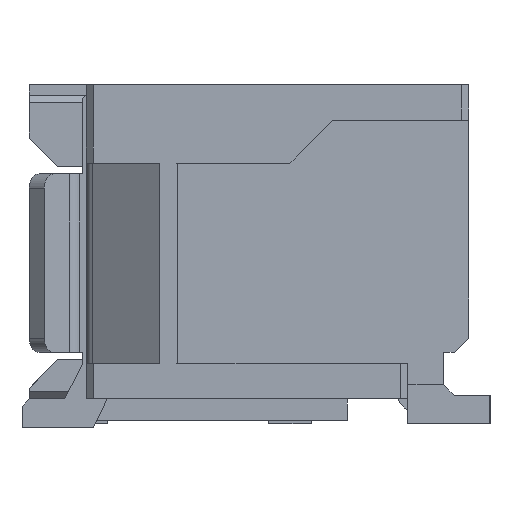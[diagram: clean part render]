
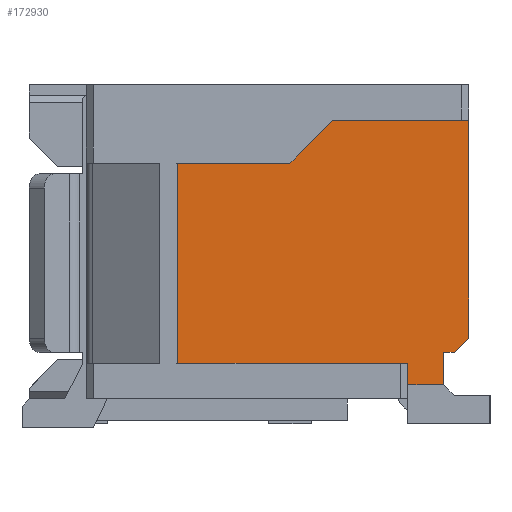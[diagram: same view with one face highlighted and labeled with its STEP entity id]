
A CAD part, left-side view. The second image highlights one B-rep face of the part: STEP entity #172930.
In plain terms, the highlighted planar face has unit normal (-1, 0, 0).
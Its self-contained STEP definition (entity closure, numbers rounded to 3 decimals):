
#87230=CARTESIAN_POINT('',(-9.65,-1.145,-0.65));
#87240=VERTEX_POINT('',#87230);
#87270=CARTESIAN_POINT('',(-9.65,0.,-0.65));
#87280=DIRECTION('',(0.,-1.,0.));
#87290=VECTOR('',#87280,1.);
#87300=LINE('',#87270,#87290);
#87310=CARTESIAN_POINT('',(-9.65,2.225,-0.65));
#87320=VERTEX_POINT('',#87310);
#87330=EDGE_CURVE('',#87320,#87240,#87300,.T.);
#130000=CARTESIAN_POINT('',(-9.65,2.225,0.));
#130010=DIRECTION('',(0.,0.,1.));
#130020=VECTOR('',#130010,1.);
#130030=LINE('',#130000,#130020);
#130040=CARTESIAN_POINT('',(-9.65,2.225,-0.35));
#130050=VERTEX_POINT('',#130040);
#130060=EDGE_CURVE('',#87320,#130050,#130030,.T.);
#136040=CARTESIAN_POINT('',(-9.65,-1.145,-3.45));
#136050=VERTEX_POINT('',#136040);
#136080=CARTESIAN_POINT('',(-9.65,-1.145,0.));
#136090=DIRECTION('',(0.,0.,-1.));
#136100=VECTOR('',#136090,1.);
#136110=LINE('',#136080,#136100);
#136120=EDGE_CURVE('',#87240,#136050,#136110,.T.);
#172210=CARTESIAN_POINT('',(-9.65,0.965,-2.2));
#172220=DIRECTION('',(-1.,0.,0.));
#172230=DIRECTION('',(0.,1.,0.));
#172240=AXIS2_PLACEMENT_3D('',#172210,#172220,#172230);
#172250=PLANE('',#172240);
#172260=CARTESIAN_POINT('',(-9.65,2.725,0.));
#172270=DIRECTION('',(0.,0.,1.));
#172280=VECTOR('',#172270,1.);
#172290=LINE('',#172260,#172280);
#172300=CARTESIAN_POINT('',(-9.65,2.725,-0.8));
#172310=VERTEX_POINT('',#172300);
#172320=CARTESIAN_POINT('',(-9.65,2.725,-0.35));
#172330=VERTEX_POINT('',#172320);
#172340=EDGE_CURVE('',#172310,#172330,#172290,.T.);
#172350=ORIENTED_EDGE('',*,*,#172340,.F.);
#172360=CARTESIAN_POINT('',(-9.65,0.,-0.35));
#172370=DIRECTION('',(0.,1.,0.));
#172380=VECTOR('',#172370,1.);
#172390=LINE('',#172360,#172380);
#172400=EDGE_CURVE('',#130050,#172330,#172390,.T.);
#172410=ORIENTED_EDGE('',*,*,#172400,.T.);
#172420=ORIENTED_EDGE('',*,*,#130060,.T.);
#172430=ORIENTED_EDGE('',*,*,#87330,.F.);
#172440=ORIENTED_EDGE('',*,*,#136120,.F.);
#172450=CARTESIAN_POINT('',(-9.65,0.,-3.45));
#172460=DIRECTION('',(0.,-1.,0.));
#172470=VECTOR('',#172460,1.);
#172480=LINE('',#172450,#172470);
#172490=CARTESIAN_POINT('',(-9.65,0.575,-3.45));
#172500=VERTEX_POINT('',#172490);
#172510=EDGE_CURVE('',#172500,#136050,#172480,.T.);
#172520=ORIENTED_EDGE('',*,*,#172510,.T.);
#172530=CARTESIAN_POINT('',(-9.65,-2.875,0.));
#172540=DIRECTION('',(0.,0.707,-0.707));
#172550=VECTOR('',#172540,1.);
#172560=LINE('',#172530,#172550);
#172570=CARTESIAN_POINT('',(-9.65,1.175,-4.05));
#172580=VERTEX_POINT('',#172570);
#172590=EDGE_CURVE('',#172500,#172580,#172560,.T.);
#172600=ORIENTED_EDGE('',*,*,#172590,.F.);
#172610=CARTESIAN_POINT('',(-9.65,0.,-4.05));
#172620=DIRECTION('',(0.,-1.,0.));
#172630=VECTOR('',#172620,1.);
#172640=LINE('',#172610,#172630);
#172650=CARTESIAN_POINT('',(-9.65,3.075,-4.05));
#172660=VERTEX_POINT('',#172650);
#172670=EDGE_CURVE('',#172660,#172580,#172640,.T.);
#172680=ORIENTED_EDGE('',*,*,#172670,.T.);
#172690=CARTESIAN_POINT('',(-9.65,3.075,0.));
#172700=DIRECTION('',(0.,0.,1.));
#172710=VECTOR('',#172700,1.);
#172720=LINE('',#172690,#172710);
#172730=CARTESIAN_POINT('',(-9.65,3.075,-1.));
#172740=VERTEX_POINT('',#172730);
#172750=EDGE_CURVE('',#172660,#172740,#172720,.T.);
#172760=ORIENTED_EDGE('',*,*,#172750,.F.);
#172770=CARTESIAN_POINT('',(-9.65,2.075,0.));
#172780=DIRECTION('',(0.,-0.707,0.707));
#172790=VECTOR('',#172780,1.);
#172800=LINE('',#172770,#172790);
#172810=CARTESIAN_POINT('',(-9.65,2.875,-0.8));
#172820=VERTEX_POINT('',#172810);
#172830=EDGE_CURVE('',#172740,#172820,#172800,.T.);
#172840=ORIENTED_EDGE('',*,*,#172830,.F.);
#172850=CARTESIAN_POINT('',(-9.65,0.,-0.8));
#172860=DIRECTION('',(0.,-1.,0.));
#172870=VECTOR('',#172860,1.);
#172880=LINE('',#172850,#172870);
#172890=EDGE_CURVE('',#172820,#172310,#172880,.T.);
#172900=ORIENTED_EDGE('',*,*,#172890,.F.);
#172910=EDGE_LOOP('',(#172900,#172840,#172760,#172680,#172600,#172520,
#172440,#172430,#172420,#172410,#172350));
#172920=FACE_OUTER_BOUND('',#172910,.T.);
#172930=ADVANCED_FACE('',(#172920),#172250,.T.);
